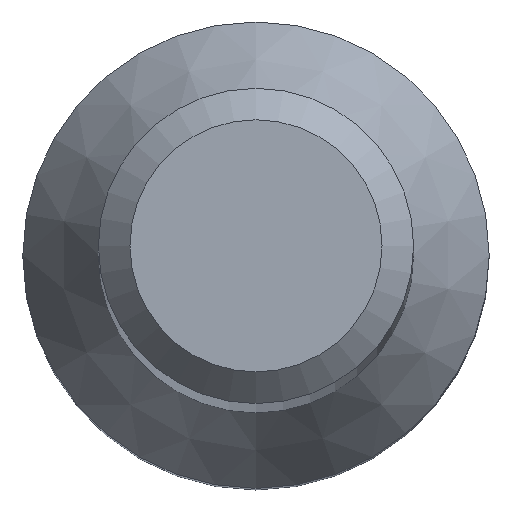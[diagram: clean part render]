
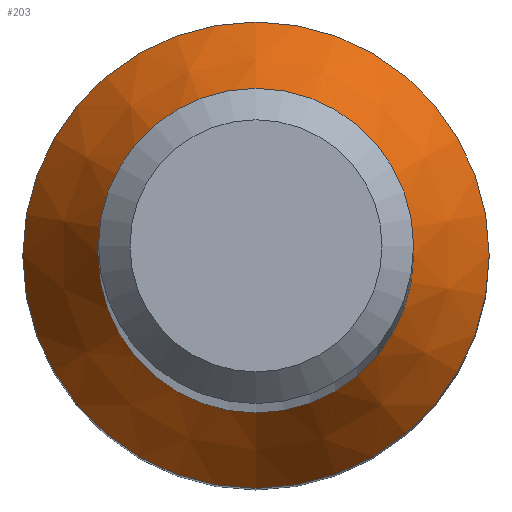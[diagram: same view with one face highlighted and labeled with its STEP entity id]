
A CAD part, top view. The second image highlights one B-rep face of the part: STEP entity #203.
In plain terms, the highlighted conical face has half-angle 30 degrees and reference radius 2.959 mm.
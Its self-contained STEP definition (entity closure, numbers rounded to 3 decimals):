
#3 = VERTEX_POINT ( 'NONE', #130 ) ;
#5 = CARTESIAN_POINT ( 'NONE',  ( 0., 2.959, 12.331 ) ) ;
#14 = DIRECTION ( 'NONE',  ( 0., 1., 0. ) ) ;
#28 = AXIS2_PLACEMENT_3D ( 'NONE', #34, #152, #33 ) ;
#33 = DIRECTION ( 'NONE',  ( 0., 1., 0. ) ) ;
#34 = CARTESIAN_POINT ( 'NONE',  ( 0., 0., 12.331 ) ) ;
#55 = CIRCLE ( 'NONE', #108, 2. ) ;
#69 = DIRECTION ( 'NONE',  ( 0., 1., 0. ) ) ;
#81 = CIRCLE ( 'NONE', #28, 2.959 ) ;
#87 = EDGE_LOOP ( 'NONE', ( #159 ) ) ;
#108 = AXIS2_PLACEMENT_3D ( 'NONE', #188, #208, #14 ) ;
#114 = VERTEX_POINT ( 'NONE', #5 ) ;
#130 = CARTESIAN_POINT ( 'NONE',  ( 0., 2., 13.992 ) ) ;
#139 = EDGE_CURVE ( 'NONE', #114, #114, #81, .T. ) ;
#146 = ORIENTED_EDGE ( 'NONE', *, *, #158, .T. ) ;
#148 = DIRECTION ( 'NONE',  ( 0., 0., -1. ) ) ;
#149 = CONICAL_SURFACE ( 'NONE', #229, 2.959, 0.524 ) ;
#152 = DIRECTION ( 'NONE',  ( 0., 0., -1. ) ) ;
#158 = EDGE_CURVE ( 'NONE', #3, #3, #55, .T. ) ;
#159 = ORIENTED_EDGE ( 'NONE', *, *, #139, .F. ) ;
#163 = FACE_BOUND ( 'NONE', #231, .T. ) ;
#188 = CARTESIAN_POINT ( 'NONE',  ( 0., 0., 13.992 ) ) ;
#203 = ADVANCED_FACE ( 'NONE', ( #163, #224 ), #149, .T. ) ;
#208 = DIRECTION ( 'NONE',  ( 0., 0., -1. ) ) ;
#224 = FACE_OUTER_BOUND ( 'NONE', #87, .T. ) ;
#229 = AXIS2_PLACEMENT_3D ( 'NONE', #238, #148, #69 ) ;
#231 = EDGE_LOOP ( 'NONE', ( #146 ) ) ;
#238 = CARTESIAN_POINT ( 'NONE',  ( 0., 0., 12.331 ) ) ;
